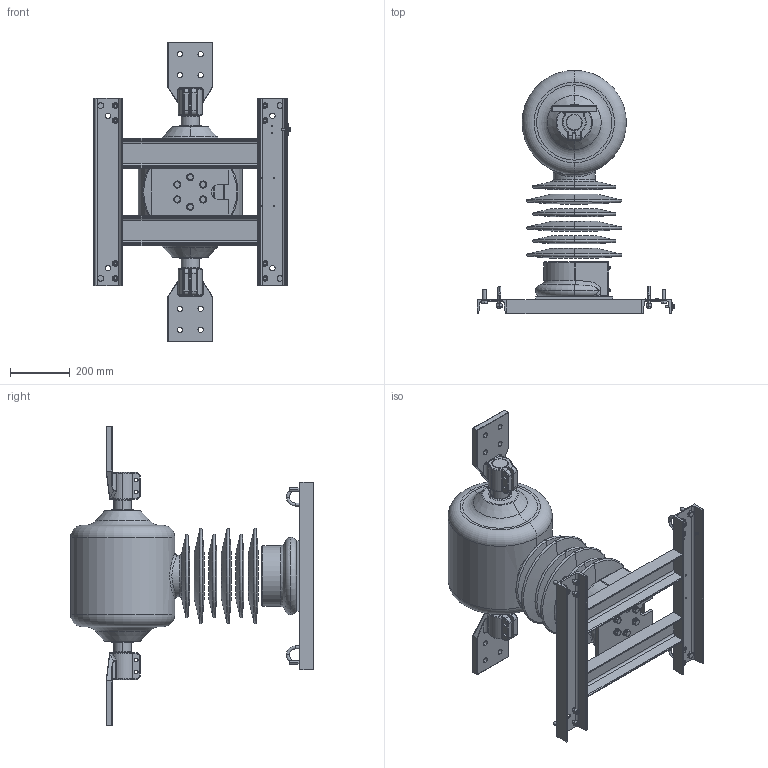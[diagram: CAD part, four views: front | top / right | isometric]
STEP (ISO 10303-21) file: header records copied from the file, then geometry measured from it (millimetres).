
FILE_DESCRIPTION (( 'STEP AP203' ), '1' );
FILE_NAME ('ﾒﾎﾋ-35-III-II(4000).STEP', '2018-08-15T05:04:32', ( '' ), ( '' ), 'SwSTEP 2.0', 'SolidWorks 2010', '' );
FILE_SCHEMA (( 'CONFIG_CONTROL_DESIGN' ));
Length unit declared in the file: millimetre
Products named in the file (1): ﾒﾎﾋ-35-III-II(4000)
Bounding box: 663.9 x 816 x 1005 mm (x, y, z)
Surface area: 2743854.3 mm2 (no closed solid volume)
Topology: 0 solids, 107 shells, 838 faces, 2812 edges, 2018 vertices
Faces by surface type: plane 316, cylinder 253, torus 105, cone 101, bspline 37, sphere 26
Entity records: 35331 total; most frequent: CARTESIAN_POINT 10985, DIRECTION 5339, ORIENTED_EDGE 4341, EDGE_CURVE 2798, AXIS2_PLACEMENT_3D 2117, VERTEX_POINT 2018, CIRCLE 1315, LINE 1105
